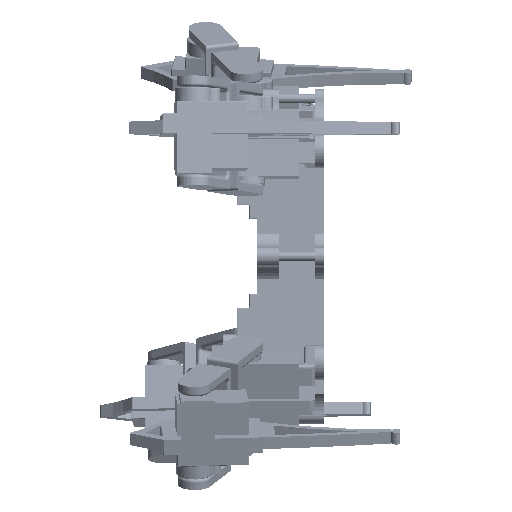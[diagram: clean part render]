
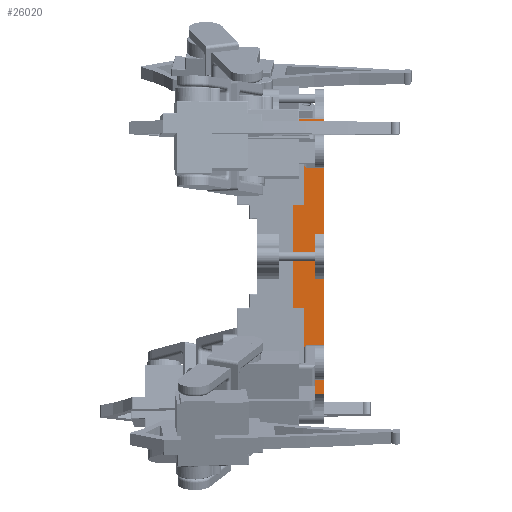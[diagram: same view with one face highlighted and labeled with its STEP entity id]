
A CAD part, left-side view. The second image highlights one B-rep face of the part: STEP entity #26020.
In plain terms, the highlighted planar face has unit normal (-1, 0, 0).
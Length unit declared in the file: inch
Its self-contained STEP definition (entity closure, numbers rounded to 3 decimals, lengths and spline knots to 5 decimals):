
#80 = CARTESIAN_POINT ( 'NONE',  ( -0.7874, 0., 1.55512 ) ) ;
#250 = EDGE_CURVE ( 'NONE', #31232, #33813, #26035, .T. ) ;
#356 = LINE ( 'NONE', #5669, #21955 ) ;
#391 = ORIENTED_EDGE ( 'NONE', *, *, #250, .F. ) ;
#832 = DIRECTION ( 'NONE',  ( 0., -1., 0. ) ) ;
#867 = EDGE_CURVE ( 'NONE', #28847, #13988, #3872, .T. ) ;
#928 = CARTESIAN_POINT ( 'NONE',  ( -0.7874, 0.11811, 0. ) ) ;
#973 = EDGE_LOOP ( 'NONE', ( #28187, #25617, #391, #9443, #37638, #9958, #29748, #1526, #18255, #18214, #13579, #35028, #15931, #2184, #31664, #25004, #31596 ) ) ;
#1007 = VECTOR ( 'NONE', #1432, 39.37008 ) ;
#1042 = VERTEX_POINT ( 'NONE', #21503 ) ;
#1176 = CARTESIAN_POINT ( 'NONE',  ( -0.7874, 0.11811, 1.12205 ) ) ;
#1432 = DIRECTION ( 'NONE',  ( 0., -1., 0. ) ) ;
#1526 = ORIENTED_EDGE ( 'NONE', *, *, #3242, .T. ) ;
#1860 = DIRECTION ( 'NONE',  ( 0., -1., 0. ) ) ;
#2103 = CARTESIAN_POINT ( 'NONE',  ( -0.7874, 0.3937, -1.73228 ) ) ;
#2184 = ORIENTED_EDGE ( 'NONE', *, *, #18659, .T. ) ;
#2417 = DIRECTION ( 'NONE',  ( 0., -1., 0. ) ) ;
#2544 = DIRECTION ( 'NONE',  ( 0., 0., 1. ) ) ;
#2577 = LINE ( 'NONE', #20791, #7826 ) ;
#3242 = EDGE_CURVE ( 'NONE', #4302, #30119, #2577, .T. ) ;
#3872 = LINE ( 'NONE', #33515, #14928 ) ;
#4302 = VERTEX_POINT ( 'NONE', #19471 ) ;
#4485 = LINE ( 'NONE', #26963, #21268 ) ;
#4828 = CARTESIAN_POINT ( 'NONE',  ( -0.7874, 0.11811, 1.55512 ) ) ;
#5321 = CARTESIAN_POINT ( 'NONE',  ( -0.7874, 0.3937, 1.73228 ) ) ;
#5420 = LINE ( 'NONE', #80, #17416 ) ;
#5527 = CARTESIAN_POINT ( 'NONE',  ( -0.7874, 0., -1.12205 ) ) ;
#5669 = CARTESIAN_POINT ( 'NONE',  ( -0.7874, 0.3937, 0. ) ) ;
#5682 = LINE ( 'NONE', #26255, #21549 ) ;
#6276 = LINE ( 'NONE', #4828, #37496 ) ;
#6745 = CARTESIAN_POINT ( 'NONE',  ( -0.7874, 0.11811, 0.28031 ) ) ;
#6861 = FACE_OUTER_BOUND ( 'NONE', #973, .T. ) ;
#7701 = VERTEX_POINT ( 'NONE', #5527 ) ;
#7826 = VECTOR ( 'NONE', #36209, 39.37008 ) ;
#7905 = CARTESIAN_POINT ( 'NONE',  ( -0.7874, 0.11811, 1.55512 ) ) ;
#8608 = CARTESIAN_POINT ( 'NONE',  ( -0.7874, 0.11811, 1.55512 ) ) ;
#9443 = ORIENTED_EDGE ( 'NONE', *, *, #23250, .F. ) ;
#9958 = ORIENTED_EDGE ( 'NONE', *, *, #26152, .T. ) ;
#10308 = VECTOR ( 'NONE', #10615, 39.37008 ) ;
#10615 = DIRECTION ( 'NONE',  ( 0., -1., 0. ) ) ;
#10719 = VECTOR ( 'NONE', #28338, 39.37008 ) ;
#11406 = CARTESIAN_POINT ( 'NONE',  ( -0.7874, 0., 0.28031 ) ) ;
#12485 = EDGE_CURVE ( 'NONE', #33813, #36481, #36738, .T. ) ;
#12662 = AXIS2_PLACEMENT_3D ( 'NONE', #7905, #26198, #38504 ) ;
#12710 = VECTOR ( 'NONE', #2417, 39.37008 ) ;
#12768 = EDGE_CURVE ( 'NONE', #14041, #26248, #18512, .T. ) ;
#13393 = CARTESIAN_POINT ( 'NONE',  ( -0.7874, 0.11811, 1.12205 ) ) ;
#13579 = ORIENTED_EDGE ( 'NONE', *, *, #12768, .F. ) ;
#13988 = VERTEX_POINT ( 'NONE', #35207 ) ;
#14041 = VERTEX_POINT ( 'NONE', #28884 ) ;
#14573 = EDGE_CURVE ( 'NONE', #4302, #22973, #17573, .T. ) ;
#14770 = LINE ( 'NONE', #928, #30084 ) ;
#14928 = VECTOR ( 'NONE', #23813, 39.37008 ) ;
#15780 = EDGE_CURVE ( 'NONE', #30119, #7701, #25144, .T. ) ;
#15897 = LINE ( 'NONE', #13393, #1007 ) ;
#15931 = ORIENTED_EDGE ( 'NONE', *, *, #867, .T. ) ;
#16367 = VECTOR ( 'NONE', #35803, 39.37008 ) ;
#16529 = DIRECTION ( 'NONE',  ( 0., 0., 1. ) ) ;
#17416 = VECTOR ( 'NONE', #18606, 39.37008 ) ;
#17483 = CARTESIAN_POINT ( 'NONE',  ( -0.7874, 0., 1.73228 ) ) ;
#17573 = LINE ( 'NONE', #34753, #19500 ) ;
#17854 = VECTOR ( 'NONE', #26786, 39.37008 ) ;
#18214 = ORIENTED_EDGE ( 'NONE', *, *, #20220, .T. ) ;
#18255 = ORIENTED_EDGE ( 'NONE', *, *, #15780, .T. ) ;
#18512 = LINE ( 'NONE', #38788, #10308 ) ;
#18606 = DIRECTION ( 'NONE',  ( 0., 0., 1. ) ) ;
#18640 = EDGE_CURVE ( 'NONE', #30972, #38829, #6276, .T. ) ;
#18659 = EDGE_CURVE ( 'NONE', #13988, #26067, #28790, .T. ) ;
#18814 = VECTOR ( 'NONE', #21726, 39.37008 ) ;
#19350 = CARTESIAN_POINT ( 'NONE',  ( -0.7874, 0., -1.12205 ) ) ;
#19471 = CARTESIAN_POINT ( 'NONE',  ( -0.7874, 0.11811, -1.55512 ) ) ;
#19500 = VECTOR ( 'NONE', #832, 39.37008 ) ;
#20220 = EDGE_CURVE ( 'NONE', #7701, #26248, #27730, .T. ) ;
#20791 = CARTESIAN_POINT ( 'NONE',  ( -0.7874, 0.11811, 0. ) ) ;
#21268 = VECTOR ( 'NONE', #2544, 39.37008 ) ;
#21503 = CARTESIAN_POINT ( 'NONE',  ( -0.7874, 0., -1.73228 ) ) ;
#21549 = VECTOR ( 'NONE', #29012, 39.37008 ) ;
#21726 = DIRECTION ( 'NONE',  ( 0., 0., 1. ) ) ;
#21955 = VECTOR ( 'NONE', #27135, 39.37008 ) ;
#22973 = VERTEX_POINT ( 'NONE', #25834 ) ;
#23250 = EDGE_CURVE ( 'NONE', #33117, #31232, #356, .T. ) ;
#23516 = CARTESIAN_POINT ( 'NONE',  ( -0.7874, 0., 1.55512 ) ) ;
#23537 = EDGE_CURVE ( 'NONE', #14041, #28847, #14770, .T. ) ;
#23813 = DIRECTION ( 'NONE',  ( 0., -1., 0. ) ) ;
#23903 = VECTOR ( 'NONE', #16529, 39.37008 ) ;
#25004 = ORIENTED_EDGE ( 'NONE', *, *, #28682, .T. ) ;
#25144 = LINE ( 'NONE', #28078, #10719 ) ;
#25528 = DIRECTION ( 'NONE',  ( 0., 0., 1. ) ) ;
#25617 = ORIENTED_EDGE ( 'NONE', *, *, #12485, .F. ) ;
#25834 = CARTESIAN_POINT ( 'NONE',  ( -0.7874, 0., -1.55512 ) ) ;
#26020 = ADVANCED_FACE ( 'NONE', ( #6861 ), #29347, .F. ) ;
#26035 = LINE ( 'NONE', #5321, #17854 ) ;
#26067 = VERTEX_POINT ( 'NONE', #29489 ) ;
#26152 = EDGE_CURVE ( 'NONE', #1042, #22973, #4485, .T. ) ;
#26198 = DIRECTION ( 'NONE',  ( 1., 0., 0. ) ) ;
#26248 = VERTEX_POINT ( 'NONE', #29757 ) ;
#26255 = CARTESIAN_POINT ( 'NONE',  ( -0.7874, 0.11811, -1.73228 ) ) ;
#26786 = DIRECTION ( 'NONE',  ( 0., -1., 0. ) ) ;
#26963 = CARTESIAN_POINT ( 'NONE',  ( -0.7874, 0., -1.73228 ) ) ;
#27135 = DIRECTION ( 'NONE',  ( 0., 0., 1. ) ) ;
#27730 = LINE ( 'NONE', #19350, #23903 ) ;
#28078 = CARTESIAN_POINT ( 'NONE',  ( -0.7874, 0.11811, -1.12205 ) ) ;
#28184 = CARTESIAN_POINT ( 'NONE',  ( -0.7874, 0.11811, 1.73228 ) ) ;
#28187 = ORIENTED_EDGE ( 'NONE', *, *, #34927, .T. ) ;
#28338 = DIRECTION ( 'NONE',  ( 0., -1., 0. ) ) ;
#28682 = EDGE_CURVE ( 'NONE', #29989, #30972, #29318, .T. ) ;
#28790 = LINE ( 'NONE', #11406, #16367 ) ;
#28834 = EDGE_CURVE ( 'NONE', #29989, #26067, #15897, .T. ) ;
#28847 = VERTEX_POINT ( 'NONE', #6745 ) ;
#28884 = CARTESIAN_POINT ( 'NONE',  ( -0.7874, 0.11811, -0.28031 ) ) ;
#29012 = DIRECTION ( 'NONE',  ( 0., -1., 0. ) ) ;
#29182 = CARTESIAN_POINT ( 'NONE',  ( -0.7874, 0.11811, -1.12205 ) ) ;
#29318 = LINE ( 'NONE', #37285, #18814 ) ;
#29347 = PLANE ( 'NONE',  #12662 ) ;
#29489 = CARTESIAN_POINT ( 'NONE',  ( -0.7874, 0., 1.12205 ) ) ;
#29748 = ORIENTED_EDGE ( 'NONE', *, *, #14573, .F. ) ;
#29757 = CARTESIAN_POINT ( 'NONE',  ( -0.7874, 0., -0.28031 ) ) ;
#29764 = CARTESIAN_POINT ( 'NONE',  ( -0.7874, 0.11811, 1.73228 ) ) ;
#29989 = VERTEX_POINT ( 'NONE', #1176 ) ;
#30084 = VECTOR ( 'NONE', #25528, 39.37008 ) ;
#30119 = VERTEX_POINT ( 'NONE', #29182 ) ;
#30654 = EDGE_CURVE ( 'NONE', #33117, #1042, #5682, .T. ) ;
#30972 = VERTEX_POINT ( 'NONE', #8608 ) ;
#31232 = VERTEX_POINT ( 'NONE', #33096 ) ;
#31596 = ORIENTED_EDGE ( 'NONE', *, *, #18640, .T. ) ;
#31664 = ORIENTED_EDGE ( 'NONE', *, *, #28834, .F. ) ;
#33096 = CARTESIAN_POINT ( 'NONE',  ( -0.7874, 0.3937, 1.73228 ) ) ;
#33117 = VERTEX_POINT ( 'NONE', #2103 ) ;
#33515 = CARTESIAN_POINT ( 'NONE',  ( -0.7874, 0.11811, 0.28031 ) ) ;
#33813 = VERTEX_POINT ( 'NONE', #28184 ) ;
#34753 = CARTESIAN_POINT ( 'NONE',  ( -0.7874, 0.11811, -1.55512 ) ) ;
#34927 = EDGE_CURVE ( 'NONE', #38829, #36481, #5420, .T. ) ;
#35028 = ORIENTED_EDGE ( 'NONE', *, *, #23537, .T. ) ;
#35207 = CARTESIAN_POINT ( 'NONE',  ( -0.7874, 0., 0.28031 ) ) ;
#35803 = DIRECTION ( 'NONE',  ( 0., 0., 1. ) ) ;
#36209 = DIRECTION ( 'NONE',  ( 0., 0., 1. ) ) ;
#36481 = VERTEX_POINT ( 'NONE', #17483 ) ;
#36738 = LINE ( 'NONE', #29764, #12710 ) ;
#37285 = CARTESIAN_POINT ( 'NONE',  ( -0.7874, 0.11811, 0. ) ) ;
#37496 = VECTOR ( 'NONE', #1860, 39.37008 ) ;
#37638 = ORIENTED_EDGE ( 'NONE', *, *, #30654, .T. ) ;
#38504 = DIRECTION ( 'NONE',  ( 0., 0., -1. ) ) ;
#38788 = CARTESIAN_POINT ( 'NONE',  ( -0.7874, 0.11811, -0.28031 ) ) ;
#38829 = VERTEX_POINT ( 'NONE', #23516 ) ;
